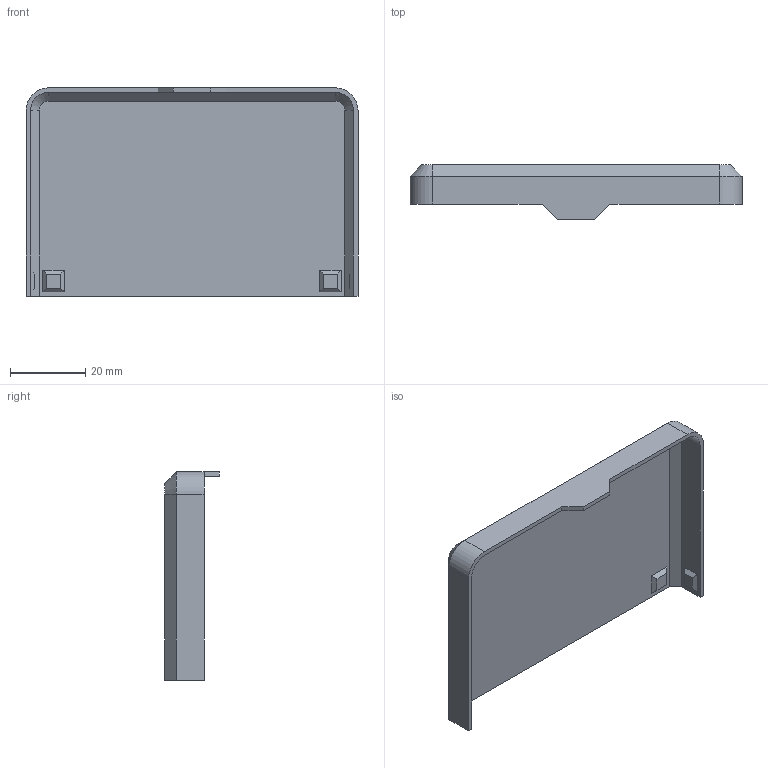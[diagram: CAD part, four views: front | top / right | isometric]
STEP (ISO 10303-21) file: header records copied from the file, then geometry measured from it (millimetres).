
FILE_DESCRIPTION(/* description */ (''),/* implementation_level */ '2;1');
FILE_NAME(/* name */ 'coverdb.step',/* time_stamp */ '2023-11-28T14:53:58+01:00',/* author */ (''),/* organization */ (''),/* preprocessor_version */ 'ST-DEVELOPER v20',/* originating_system */ 'Autodesk Translation Framework v12.14.0.127',/* authorisation */ '');
FILE_SCHEMA (('AUTOMOTIVE_DESIGN { 1 0 10303 214 3 1 1 }'));
Length unit declared in the file: millimetre
Products named in the file (1): cover
Bounding box: 88.06 x 14.4 x 55.25 mm (x, y, z)
Volume: 7719.6 mm3; surface area: 13121 mm2
Topology: 1 solids, 1 shells, 48 faces, 118 edges, 76 vertices
Faces by surface type: plane 40, cone 4, cylinder 4
Entity records: 1423 total; most frequent: CARTESIAN_POINT 243, ORIENTED_EDGE 236, DIRECTION 228, EDGE_CURVE 118, LINE 106, VECTOR 106, VERTEX_POINT 76, AXIS2_PLACEMENT_3D 61
